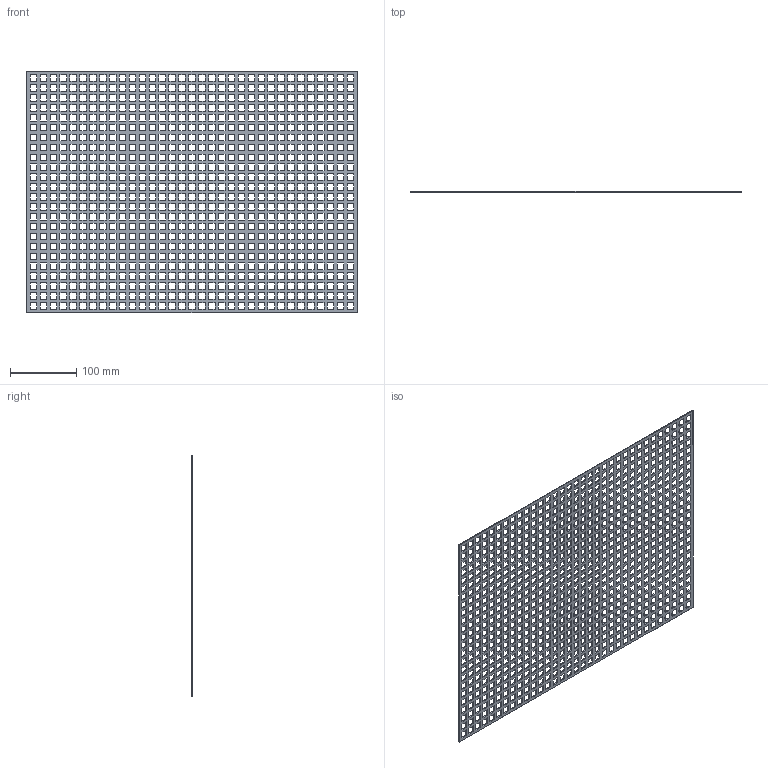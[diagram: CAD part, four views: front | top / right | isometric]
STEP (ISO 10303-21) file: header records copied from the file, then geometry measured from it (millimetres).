
FILE_DESCRIPTION(/* description */ ('Titel eingeben'),/* implementation_level */ '2;1');
FILE_NAME(/* name */ '71500_KriTec_Stahl_Lochblech_1,5mm_mit_quadratischer_lochung_verzinkt.stp',/* time_stamp */ '2017-03-09T15:45:36+01:00',/* author */ ('Steiner'),/* organization */ (''),/* preprocessor_version */ 'ST-DEVELOPER v16.1',/* originating_system */ 'Autodesk Inventor 2016',/* authorisation */ '');
FILE_SCHEMA (('CONFIG_CONTROL_DESIGN'));
Products named in the file (1): 71500_KriTec_Stahl_Lochblech_1,5mm_mit_quadratischer_lochung_verzinkt
Bounding box: 500 x 1.5 x 365 mm (x, y, z)
Volume: 154950 mm3; surface area: 256715 mm2
Topology: 1 solids, 1 shells, 3174 faces, 9516 edges, 6344 vertices
Faces by surface type: plane 3174
Entity records: 107892 total; most frequent: CARTESIAN_POINT 19035, ORIENTED_EDGE 19032, DIRECTION 15866, LINE 9516, VECTOR 9516, EDGE_CURVE 9516, VERTEX_POINT 6344, EDGE_LOOP 4758
